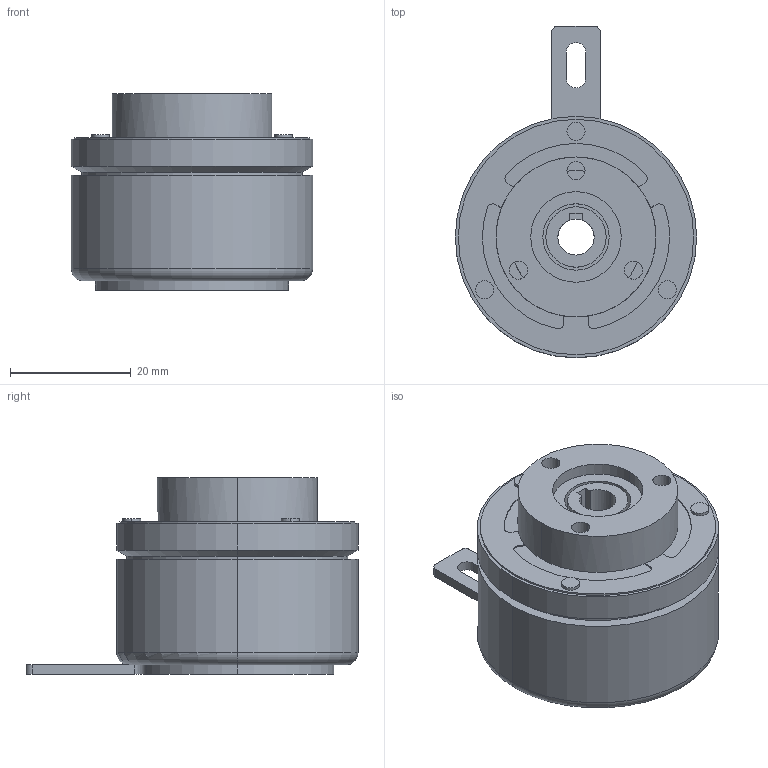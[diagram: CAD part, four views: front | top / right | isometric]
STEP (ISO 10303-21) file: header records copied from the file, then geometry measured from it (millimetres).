
FILE_DESCRIPTION (( 'STEP AP203' ), '1' );
FILE_NAME ('AMC 5_25144600(‚P‘Ì).STEP', '2016-03-04T01:13:43', ( ' ' ), ( '' ), 'SwSTEP 2.0', 'SolidWorks 2009', '' );
FILE_SCHEMA (( 'CONFIG_CONTROL_DESIGN' ));
Length unit declared in the file: millimetre
Products named in the file (1): AMC 5_25144600(１体)
Bounding box: 40 x 55 x 32.6 mm (x, y, z)
Volume: 33295.5 mm3; surface area: 8334.1 mm2
Topology: 1 solids, 1 shells, 105 faces, 268 edges, 172 vertices
Faces by surface type: cylinder 63, plane 38, cone 2, torus 2
Entity records: 3331 total; most frequent: DIRECTION 632, CARTESIAN_POINT 546, ORIENTED_EDGE 536, EDGE_CURVE 268, AXIS2_PLACEMENT_3D 258, VERTEX_POINT 172, CIRCLE 152, EDGE_LOOP 122
